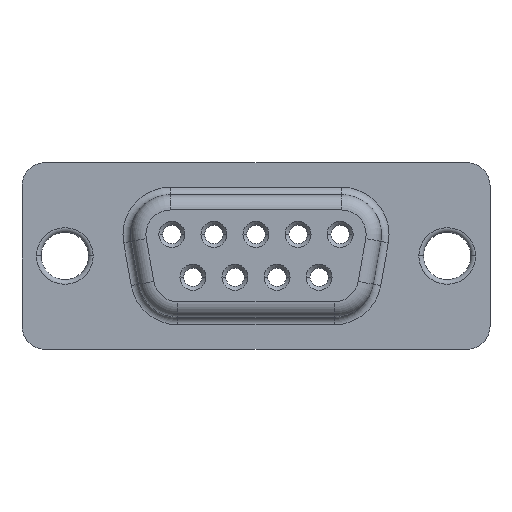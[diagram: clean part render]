
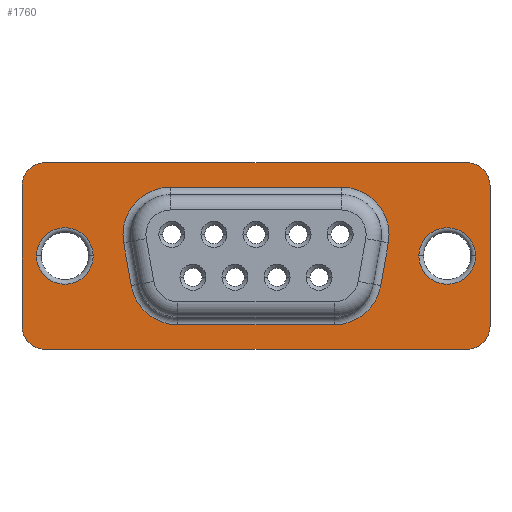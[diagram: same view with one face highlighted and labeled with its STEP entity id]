
A CAD part, top view. The second image highlights one B-rep face of the part: STEP entity #1760.
In plain terms, the highlighted face is planar.
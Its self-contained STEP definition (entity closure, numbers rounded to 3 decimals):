
#10=CARTESIAN_POINT('',(102.897,77.955,-12.6));
#20=DIRECTION('',(0.,0.,-1.));
#30=DIRECTION('',(0.,1.,0.));
#40=AXIS2_PLACEMENT_3D('',#10,#20,#30);
#50=PLANE('',#40);
#60=CARTESIAN_POINT('',(96.047,79.455,
-12.6));
#70=DIRECTION('',(0.,0.,-1.));
#80=DIRECTION('',(0.,1.,0.));
#90=AXIS2_PLACEMENT_3D('',#60,#70,#80);
#100=CIRCLE('',#90,1.85);
#110=CARTESIAN_POINT('',(96.047,81.305,
-12.6));
#120=VERTEX_POINT('',#110);
#130=CARTESIAN_POINT('',(96.047,77.605,
-12.6));
#140=VERTEX_POINT('',#130);
#150=EDGE_CURVE('',#120,#140,#100,.T.);
#160=ORIENTED_EDGE('',*,*,#150,.F.);
#170=EDGE_CURVE('',#140,#120,#100,.T.);
#180=ORIENTED_EDGE('',*,*,#170,.F.);
#190=EDGE_LOOP('',(#180,#160));
#200=FACE_BOUND('',#190,.T.);
#210=CARTESIAN_POINT('',(96.047,54.455,
-12.6));
#220=DIRECTION('',(0.,0.,-1.));
#230=DIRECTION('',(0.,1.,0.));
#240=AXIS2_PLACEMENT_3D('',#210,#220,#230);
#250=CIRCLE('',#240,1.85);
#260=CARTESIAN_POINT('',(96.047,56.305,
-12.6));
#270=VERTEX_POINT('',#260);
#280=CARTESIAN_POINT('',(96.047,52.605,
-12.6));
#290=VERTEX_POINT('',#280);
#300=EDGE_CURVE('',#270,#290,#250,.T.);
#310=ORIENTED_EDGE('',*,*,#300,.F.);
#320=EDGE_CURVE('',#290,#270,#250,.T.);
#330=ORIENTED_EDGE('',*,*,#320,.F.);
#340=EDGE_LOOP('',(#330,#310));
#350=FACE_BOUND('',#340,.T.);
#360=CARTESIAN_POINT('',(102.897,74.248,-12.6))
;
#370=DIRECTION('',(0.985,-0.174,
0.));
#380=VECTOR('',#370,1.);
#390=LINE('',#360,#380);
#400=CARTESIAN_POINT('',(95.185,75.607,
-12.6));
#410=VERTEX_POINT('',#400);
#420=CARTESIAN_POINT('',(97.985,75.114,
-12.6));
#430=VERTEX_POINT('',#420);
#440=EDGE_CURVE('',#410,#430,#390,.T.);
#450=ORIENTED_EDGE('',*,*,#440,.F.);
#460=CARTESIAN_POINT('',(97.447,72.061,
-12.6));
#470=DIRECTION('',(0.,0.,-1.));
#480=DIRECTION('',(0.,1.,0.));
#490=AXIS2_PLACEMENT_3D('',#460,#470,#480);
#500=CIRCLE('',#490,3.1);
#510=CARTESIAN_POINT('',(100.547,72.061,-12.6))
;
#520=VERTEX_POINT('',#510);
#530=EDGE_CURVE('',#430,#520,#500,.T.);
#540=ORIENTED_EDGE('',*,*,#530,.F.);
#550=CARTESIAN_POINT('',(100.547,77.955,-12.6))
;
#560=DIRECTION('',(0.,-1.,0.));
#570=VECTOR('',#560,1.);
#580=LINE('',#550,#570);
#590=CARTESIAN_POINT('',(100.547,61.848,-12.6))
;
#600=VERTEX_POINT('',#590);
#610=EDGE_CURVE('',#520,#600,#580,.T.);
#620=ORIENTED_EDGE('',*,*,#610,.F.);
#630=CARTESIAN_POINT('',(97.447,61.848,
-12.6));
#640=DIRECTION('',(0.,0.,-1.));
#650=DIRECTION('',(0.,1.,0.));
#660=AXIS2_PLACEMENT_3D('',#630,#640,#650);
#670=CIRCLE('',#660,3.1);
#680=CARTESIAN_POINT('',(97.985,58.795,
-12.6));
#690=VERTEX_POINT('',#680);
#700=EDGE_CURVE('',#600,#690,#670,.T.);
#710=ORIENTED_EDGE('',*,*,#700,.F.);
#720=CARTESIAN_POINT('',(102.897,59.661,-12.6))
;
#730=DIRECTION('',(-0.985,-0.174,
0.));
#740=VECTOR('',#730,1.);
#750=LINE('',#720,#740);
#760=CARTESIAN_POINT('',(95.185,58.302,
-12.6));
#770=VERTEX_POINT('',#760);
#780=EDGE_CURVE('',#690,#770,#750,.T.);
#790=ORIENTED_EDGE('',*,*,#780,.F.);
#800=CARTESIAN_POINT('',(94.647,61.355,
-12.6));
#810=DIRECTION('',(0.,0.,-1.));
#820=DIRECTION('',(0.,1.,0.));
#830=AXIS2_PLACEMENT_3D('',#800,#810,#820);
#840=CIRCLE('',#830,3.1);
#850=CARTESIAN_POINT('',(91.547,61.355,
-12.6));
#860=VERTEX_POINT('',#850);
#870=EDGE_CURVE('',#770,#860,#840,.T.);
#880=ORIENTED_EDGE('',*,*,#870,.F.);
#890=CARTESIAN_POINT('',(91.547,77.955,
-12.6));
#900=DIRECTION('',(0.,1.,0.));
#910=VECTOR('',#900,1.);
#920=LINE('',#890,#910);
#930=CARTESIAN_POINT('',(91.547,72.555,
-12.6));
#940=VERTEX_POINT('',#930);
#950=EDGE_CURVE('',#860,#940,#920,.T.);
#960=ORIENTED_EDGE('',*,*,#950,.F.);
#970=CARTESIAN_POINT('',(94.647,72.555,
-12.6));
#980=DIRECTION('',(0.,0.,-1.));
#990=DIRECTION('',(0.,1.,0.));
#1000=AXIS2_PLACEMENT_3D('',#970,#980,#990);
#1010=CIRCLE('',#1000,3.1);
#1020=EDGE_CURVE('',#940,#410,#1010,.T.);
#1030=ORIENTED_EDGE('',*,*,#1020,.F.);
#1040=EDGE_LOOP('',(#1030,#960,#880,#790,#710,#620,#540,#450));
#1050=FACE_BOUND('',#1040,.T.);
#1060=CARTESIAN_POINT('',(100.647,53.155,-12.6));
#1070=DIRECTION('',(0.,0.,-1.));
#1080=DIRECTION('',(0.,1.,0.));
#1090=AXIS2_PLACEMENT_3D('',#1060,#1070,#1080);
#1100=CIRCLE('',#1090,1.5);
#1110=CARTESIAN_POINT('',(102.147,53.155,-12.6));
#1120=VERTEX_POINT('',#1110);
#1130=CARTESIAN_POINT('',(100.647,51.655,-12.6));
#1140=VERTEX_POINT('',#1130);
#1150=EDGE_CURVE('',#1120,#1140,#1100,.T.);
#1160=ORIENTED_EDGE('',*,*,#1150,.T.);
#1170=CARTESIAN_POINT('',(102.147,77.955,-12.6)
);
#1180=DIRECTION('',(0.,1.,0.));
#1190=VECTOR('',#1180,1.);
#1200=LINE('',#1170,#1190);
#1210=CARTESIAN_POINT('',(102.147,80.755,-12.6));
#1220=VERTEX_POINT('',#1210);
#1230=EDGE_CURVE('',#1120,#1220,#1200,.T.);
#1240=ORIENTED_EDGE('',*,*,#1230,.F.);
#1250=CARTESIAN_POINT('',(100.647,80.755,-12.6));
#1260=DIRECTION('',(0.,0.,1.));
#1270=DIRECTION('',(0.,-1.,0.));
#1280=AXIS2_PLACEMENT_3D('',#1250,#1260,#1270);
#1290=CIRCLE('',#1280,1.5);
#1300=CARTESIAN_POINT('',(100.647,82.255,-12.6));
#1310=VERTEX_POINT('',#1300);
#1320=EDGE_CURVE('',#1220,#1310,#1290,.T.);
#1330=ORIENTED_EDGE('',*,*,#1320,.F.);
#1340=CARTESIAN_POINT('',(102.897,82.255,-12.6));
#1350=DIRECTION('',(-1.,0.,0.));
#1360=VECTOR('',#1350,1.);
#1370=LINE('',#1340,#1360);
#1380=CARTESIAN_POINT('',(91.447,82.255,-12.6))
;
#1390=VERTEX_POINT('',#1380);
#1400=EDGE_CURVE('',#1310,#1390,#1370,.T.);
#1410=ORIENTED_EDGE('',*,*,#1400,.F.);
#1420=CARTESIAN_POINT('',(91.447,80.755,-12.6))
;
#1430=DIRECTION('',(0.,0.,1.));
#1440=DIRECTION('',(0.,-1.,0.));
#1450=AXIS2_PLACEMENT_3D('',#1420,#1430,#1440);
#1460=CIRCLE('',#1450,1.5);
#1470=CARTESIAN_POINT('',(89.947,80.755,-12.6))
;
#1480=VERTEX_POINT('',#1470);
#1490=EDGE_CURVE('',#1390,#1480,#1460,.T.);
#1500=ORIENTED_EDGE('',*,*,#1490,.F.);
#1510=CARTESIAN_POINT('',(89.947,77.955,
-12.6));
#1520=DIRECTION('',(0.,-1.,0.));
#1530=VECTOR('',#1520,1.);
#1540=LINE('',#1510,#1530);
#1550=CARTESIAN_POINT('',(89.947,53.155,-12.6))
;
#1560=VERTEX_POINT('',#1550);
#1570=EDGE_CURVE('',#1480,#1560,#1540,.T.);
#1580=ORIENTED_EDGE('',*,*,#1570,.F.);
#1590=CARTESIAN_POINT('',(91.447,53.155,-12.6))
;
#1600=DIRECTION('',(0.,0.,1.));
#1610=DIRECTION('',(0.,-1.,0.));
#1620=AXIS2_PLACEMENT_3D('',#1590,#1600,#1610);
#1630=CIRCLE('',#1620,1.5);
#1640=CARTESIAN_POINT('',(91.447,51.655,-12.6))
;
#1650=VERTEX_POINT('',#1640);
#1660=EDGE_CURVE('',#1560,#1650,#1630,.T.);
#1670=ORIENTED_EDGE('',*,*,#1660,.F.);
#1680=CARTESIAN_POINT('',(102.897,51.655,-12.6));
#1690=DIRECTION('',(1.,0.,0.));
#1700=VECTOR('',#1690,1.);
#1710=LINE('',#1680,#1700);
#1720=EDGE_CURVE('',#1650,#1140,#1710,.T.);
#1730=ORIENTED_EDGE('',*,*,#1720,.F.);
#1740=EDGE_LOOP('',(#1730,#1670,#1580,#1500,#1410,#1330,#1240,#1160));
#1750=FACE_OUTER_BOUND('',#1740,.T.);
#1760=ADVANCED_FACE('',(#200,#350,#1050,#1750),#50,.T.);
